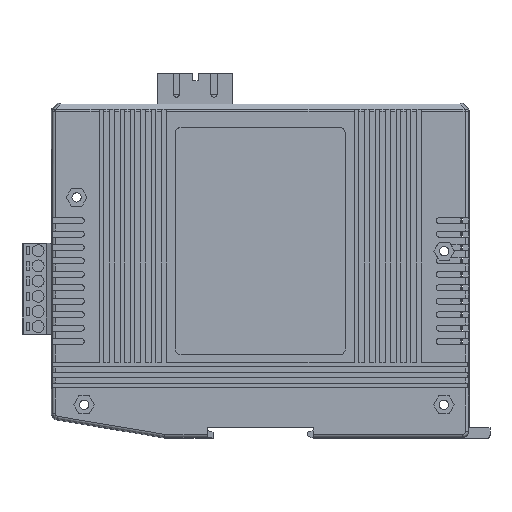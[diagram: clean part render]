
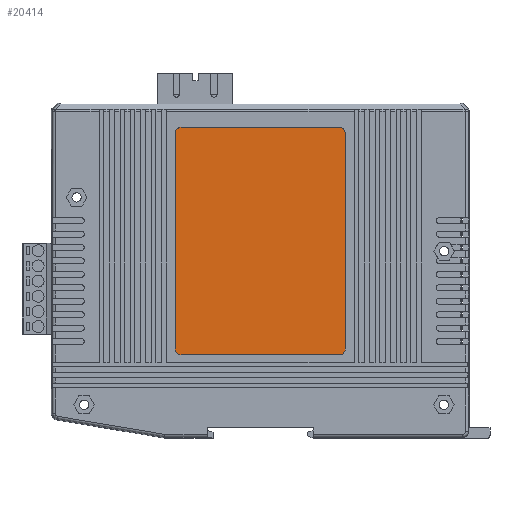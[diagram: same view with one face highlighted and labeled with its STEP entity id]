
A CAD part, left-side view. The second image highlights one B-rep face of the part: STEP entity #20414.
In plain terms, the highlighted face is planar.
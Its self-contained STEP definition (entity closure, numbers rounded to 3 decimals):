
#1994 = EDGE_CURVE ( 'NONE', #26695, #40840, #36810, .T. ) ;
#3590 = EDGE_CURVE ( 'NONE', #66960, #36253, #70340, .T. ) ;
#3808 = CARTESIAN_POINT ( 'NONE',  ( -21.45, 19.7, -92.4 ) ) ;
#4369 = CARTESIAN_POINT ( 'NONE',  ( 33.55, 19.7, -20.1 ) ) ;
#4555 = EDGE_CURVE ( 'NONE', #40840, #68649, #13185, .T. ) ;
#5836 = ORIENTED_EDGE ( 'NONE', *, *, #34432, .T. ) ;
#5869 = CARTESIAN_POINT ( 'NONE',  ( 33.55, 19.7, -18.1 ) ) ;
#6482 = EDGE_CURVE ( 'NONE', #27306, #70593, #42954, .T. ) ;
#6909 = CIRCLE ( 'NONE', #25473, 2. ) ;
#7860 = EDGE_CURVE ( 'NONE', #36253, #26695, #38995, .T. ) ;
#10264 = DIRECTION ( 'NONE',  ( 0., 1., 0. ) ) ;
#10868 = VECTOR ( 'NONE', #35513, 1000. ) ;
#10986 = CARTESIAN_POINT ( 'NONE',  ( 33.55, 19.7, -94.4 ) ) ;
#12447 = CARTESIAN_POINT ( 'NONE',  ( -19.45, 19.7, -94.4 ) ) ;
#13185 = LINE ( 'NONE', #12447, #10868 ) ;
#14452 = CARTESIAN_POINT ( 'NONE',  ( 35.55, 19.7, -92.4 ) ) ;
#15393 = CARTESIAN_POINT ( 'NONE',  ( 33.55, 19.7, -92.4 ) ) ;
#19257 = DIRECTION ( 'NONE',  ( 1., 0., 0. ) ) ;
#20414 = ADVANCED_FACE ( 'NONE', ( #61352 ), #33537, .F. ) ;
#20800 = CARTESIAN_POINT ( 'NONE',  ( -19.45, 19.7, -18.1 ) ) ;
#21576 = EDGE_LOOP ( 'NONE', ( #35892, #24447, #67486, #5836, #42710, #60354, #43156, #53508 ) ) ;
#23278 = CARTESIAN_POINT ( 'NONE',  ( -46.999, 19.7, -12.78 ) ) ;
#23610 = DIRECTION ( 'NONE',  ( 1., 0., 0. ) ) ;
#24447 = ORIENTED_EDGE ( 'NONE', *, *, #6482, .T. ) ;
#25473 = AXIS2_PLACEMENT_3D ( 'NONE', #29492, #36433, #19257 ) ;
#26695 = VERTEX_POINT ( 'NONE', #14452 ) ;
#27306 = VERTEX_POINT ( 'NONE', #58912 ) ;
#28381 = CARTESIAN_POINT ( 'NONE',  ( 35.55, 19.7, -92.4 ) ) ;
#29492 = CARTESIAN_POINT ( 'NONE',  ( -19.45, 19.7, -20.1 ) ) ;
#30538 = CARTESIAN_POINT ( 'NONE',  ( -19.45, 19.7, -18.1 ) ) ;
#30592 = AXIS2_PLACEMENT_3D ( 'NONE', #4369, #60330, #43508 ) ;
#33537 = PLANE ( 'NONE',  #68005 ) ;
#34432 = EDGE_CURVE ( 'NONE', #48302, #66960, #36033, .T. ) ;
#35513 = DIRECTION ( 'NONE',  ( -1., 0., 0. ) ) ;
#35892 = ORIENTED_EDGE ( 'NONE', *, *, #60315, .T. ) ;
#36033 = LINE ( 'NONE', #30538, #58199 ) ;
#36253 = VERTEX_POINT ( 'NONE', #53757 ) ;
#36391 = DIRECTION ( 'NONE',  ( 0., 1., 0. ) ) ;
#36433 = DIRECTION ( 'NONE',  ( 0., 1., 0. ) ) ;
#36810 = CIRCLE ( 'NONE', #56661, 2. ) ;
#38301 = VECTOR ( 'NONE', #60134, 1000. ) ;
#38995 = LINE ( 'NONE', #28381, #54855 ) ;
#40454 = DIRECTION ( 'NONE',  ( 0., -1., 0. ) ) ;
#40840 = VERTEX_POINT ( 'NONE', #10986 ) ;
#42710 = ORIENTED_EDGE ( 'NONE', *, *, #3590, .T. ) ;
#42954 = LINE ( 'NONE', #3808, #38301 ) ;
#43156 = ORIENTED_EDGE ( 'NONE', *, *, #1994, .T. ) ;
#43508 = DIRECTION ( 'NONE',  ( 1., 0., 0. ) ) ;
#45256 = DIRECTION ( 'NONE',  ( 1., 0., 0. ) ) ;
#46298 = CARTESIAN_POINT ( 'NONE',  ( -19.45, 19.7, -92.4 ) ) ;
#48302 = VERTEX_POINT ( 'NONE', #20800 ) ;
#51526 = CIRCLE ( 'NONE', #57367, 2. ) ;
#53508 = ORIENTED_EDGE ( 'NONE', *, *, #4555, .T. ) ;
#53757 = CARTESIAN_POINT ( 'NONE',  ( 35.55, 19.7, -20.1 ) ) ;
#54855 = VECTOR ( 'NONE', #63758, 1000. ) ;
#56661 = AXIS2_PLACEMENT_3D ( 'NONE', #15393, #10264, #71350 ) ;
#57367 = AXIS2_PLACEMENT_3D ( 'NONE', #46298, #36391, #68593 ) ;
#58199 = VECTOR ( 'NONE', #23610, 1000. ) ;
#58912 = CARTESIAN_POINT ( 'NONE',  ( -21.45, 19.7, -92.4 ) ) ;
#60134 = DIRECTION ( 'NONE',  ( 0., 0., 1. ) ) ;
#60315 = EDGE_CURVE ( 'NONE', #68649, #27306, #51526, .T. ) ;
#60330 = DIRECTION ( 'NONE',  ( 0., 1., 0. ) ) ;
#60354 = ORIENTED_EDGE ( 'NONE', *, *, #7860, .T. ) ;
#61352 = FACE_OUTER_BOUND ( 'NONE', #21576, .T. ) ;
#63758 = DIRECTION ( 'NONE',  ( 0., 0., -1. ) ) ;
#64728 = CARTESIAN_POINT ( 'NONE',  ( -21.45, 19.7, -20.1 ) ) ;
#66960 = VERTEX_POINT ( 'NONE', #5869 ) ;
#67486 = ORIENTED_EDGE ( 'NONE', *, *, #72134, .T. ) ;
#68005 = AXIS2_PLACEMENT_3D ( 'NONE', #23278, #40454, #45256 ) ;
#68593 = DIRECTION ( 'NONE',  ( 1., 0., 0. ) ) ;
#68649 = VERTEX_POINT ( 'NONE', #68909 ) ;
#68909 = CARTESIAN_POINT ( 'NONE',  ( -19.45, 19.7, -94.4 ) ) ;
#70340 = CIRCLE ( 'NONE', #30592, 2. ) ;
#70593 = VERTEX_POINT ( 'NONE', #64728 ) ;
#71350 = DIRECTION ( 'NONE',  ( 1., 0., 0. ) ) ;
#72134 = EDGE_CURVE ( 'NONE', #70593, #48302, #6909, .T. ) ;
